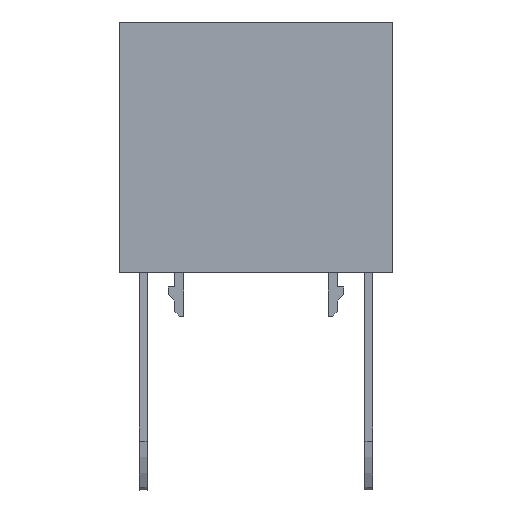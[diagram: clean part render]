
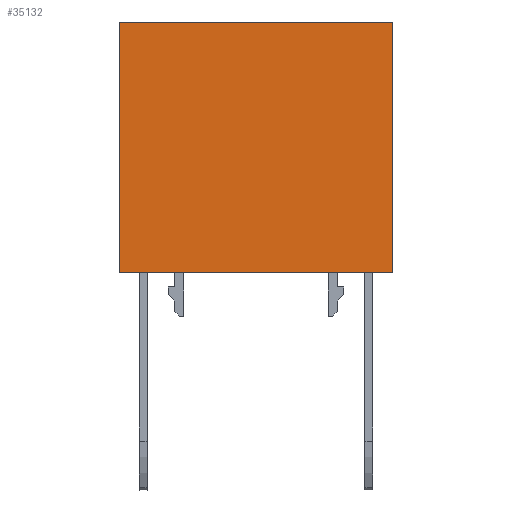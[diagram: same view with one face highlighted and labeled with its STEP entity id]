
A CAD part, front view. The second image highlights one B-rep face of the part: STEP entity #35132.
In plain terms, the highlighted planar face has unit normal (0, -1, 0).
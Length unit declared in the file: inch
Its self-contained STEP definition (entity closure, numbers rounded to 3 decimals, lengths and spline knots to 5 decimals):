
#17666=CARTESIAN_POINT('',(0.57185,-0.15748,0.54429));
#17667=VERTEX_POINT('',#17666);
#17682=CARTESIAN_POINT('',(-0.57185,-0.15748,0.54429));
#17683=VERTEX_POINT('',#17682);
#17690=CARTESIAN_POINT('',(0.57185,-0.15748,0.54429));
#17691=DIRECTION('',(-1.0,0.0,0.0));
#17692=VECTOR('',#17691,1.1437);
#17693=LINE('',#17690,#17692);
#17694=EDGE_CURVE('',#17667,#17683,#17693,.T.);
#35055=CARTESIAN_POINT('',(-0.57185,-0.15748,-0.50492));
#35056=VERTEX_POINT('',#35055);
#35064=CARTESIAN_POINT('',(0.57185,-0.15748,-0.50492));
#35065=VERTEX_POINT('',#35064);
#35072=CARTESIAN_POINT('',(-0.57185,-0.15748,-0.50492));
#35073=DIRECTION('',(1.0,0.0,0.0));
#35074=VECTOR('',#35073,1.1437);
#35075=LINE('',#35072,#35074);
#35076=EDGE_CURVE('',#35056,#35065,#35075,.T.);
#35104=CARTESIAN_POINT('',(0.57185,-0.15748,0.54429));
#35105=DIRECTION('',(0.0,0.0,-1.0));
#35106=VECTOR('',#35105,1.04921);
#35107=LINE('',#35104,#35106);
#35108=EDGE_CURVE('',#17667,#35065,#35107,.T.);
#35116=CARTESIAN_POINT('',(0.57185,-0.15748,0.0));
#35117=DIRECTION('',(0.0,-1.0,0.0));
#35118=DIRECTION('',(0.0,0.0,-1.0));
#35119=AXIS2_PLACEMENT_3D('',#35116,#35117,#35118);
#35120=PLANE('',#35119);
#35121=CARTESIAN_POINT('',(-0.57185,-0.15748,0.54429));
#35122=DIRECTION('',(0.0,0.0,-1.0));
#35123=VECTOR('',#35122,1.04921);
#35124=LINE('',#35121,#35123);
#35125=EDGE_CURVE('',#17683,#35056,#35124,.T.);
#35126=ORIENTED_EDGE('',*,*,#35125,.T.);
#35127=ORIENTED_EDGE('',*,*,#35076,.T.);
#35128=ORIENTED_EDGE('',*,*,#35108,.F.);
#35129=ORIENTED_EDGE('',*,*,#17694,.T.);
#35130=EDGE_LOOP('',(#35126,#35127,#35128,#35129));
#35131=FACE_OUTER_BOUND('',#35130,.T.);
#35132=ADVANCED_FACE('',(#35131),#35120,.T.);
